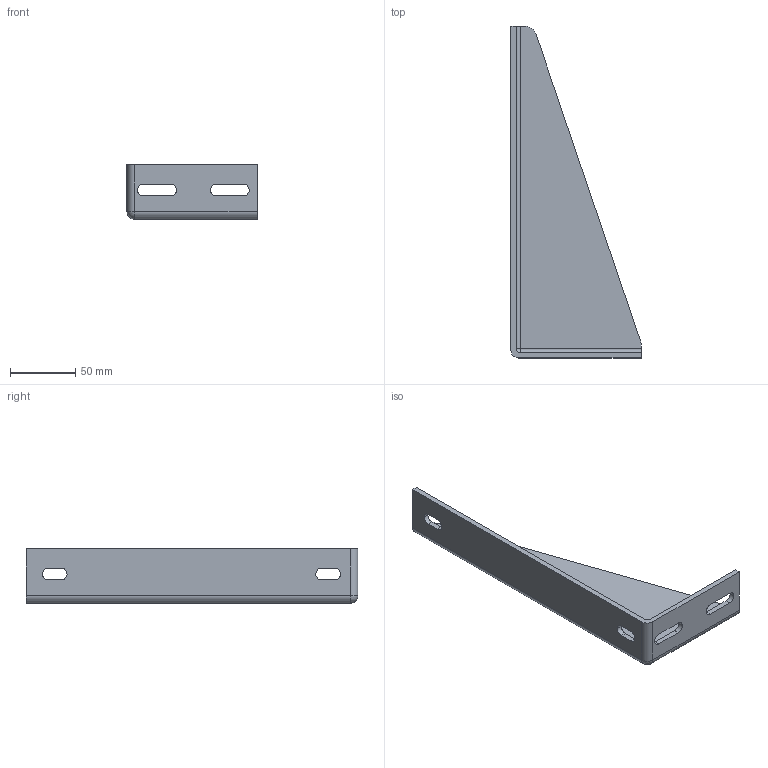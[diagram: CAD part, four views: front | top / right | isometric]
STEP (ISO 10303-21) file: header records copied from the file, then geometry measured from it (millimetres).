
FILE_DESCRIPTION(('STEP AP214'),'1');
FILE_NAME('cctmp_529B81C1-36A8-4489-8167-C00240D26080_2020_1_13_17_26_17_829..stp','2020-01-13T16:26:17',('Bosch Rexroth AG'),('CADClick - www.CADClick.com'),'Spatial InterOp 3D',' ','unknown authorization - (Healing Option Enabled)');
FILE_SCHEMA(('AUTOMOTIVE_DESIGN'));
Length unit declared in the file: millimetre
Products named in the file (1): 2020_01_13__17-26-17-829
Bounding box: 100 x 255 x 42 mm (x, y, z)
Volume: 109454.2 mm3; surface area: 58139.4 mm2
Topology: 1 solids, 1 shells, 44 faces, 122 edges, 78 vertices
Faces by surface type: cylinder 24, plane 18, sphere 2
Entity records: 1796 total; most frequent: DIRECTION 258, CARTESIAN_POINT 243, ORIENTED_EDGE 240, EDGE_CURVE 120, AXIS2_PLACEMENT_3D 93, VERTEX_POINT 78, LINE 72, VECTOR 72
